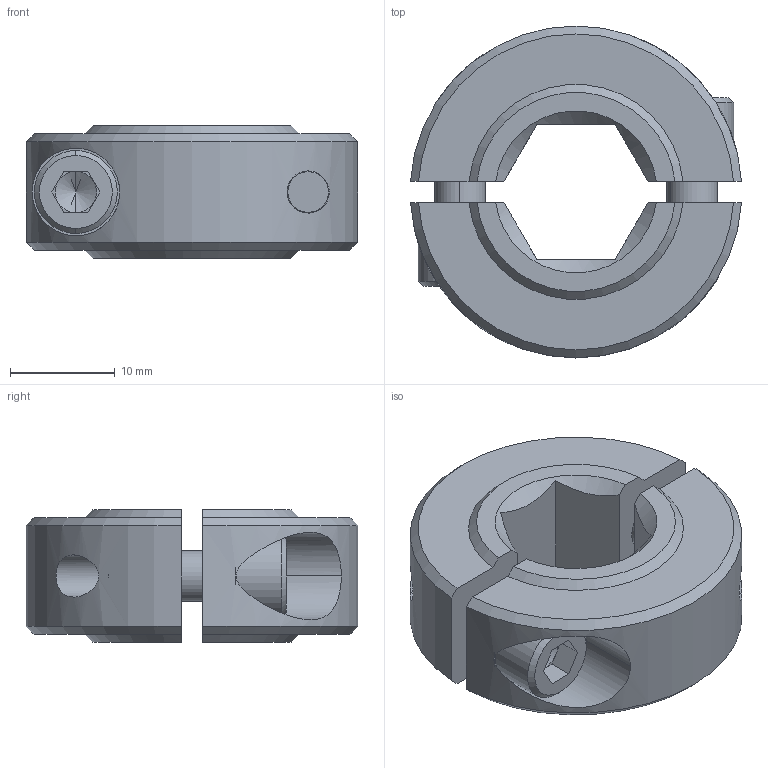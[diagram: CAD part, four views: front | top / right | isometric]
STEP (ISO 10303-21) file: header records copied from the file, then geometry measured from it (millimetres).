
FILE_DESCRIPTION (( 'STEP AP203' ), '1' );
FILE_NAME ('am-1634 500Hex Collar Clamp (2 Part) Assembly.STEP', '2022-06-07T13:07:28', ( '' ), ( '' ), 'SwSTEP 2.0', 'SolidWorks 2021', '' );
FILE_SCHEMA (( 'CONFIG_CONTROL_DESIGN' ));
Length unit declared in the file: inch
Products named in the file (3): 10-32x0500_shcs_HX-SHCS 0.19-32x1.375x1-C; 500Hex Collar Clamp Body (2 Part); am-1634 500Hex Collar Clamp (2 Part) Assembly
Assembly tree (4 placements, depth 2):
  am-1634 500Hex Collar Clamp (2 Part) Assembly
    500Hex Collar Clamp Body (2 Part)  x2
    10-32x0500_shcs_HX-SHCS 0.19-32x1.375x1-C  x2
Bounding box: 31.68 x 31.75 x 12.7 mm (x, y, z)
Volume: 6694.1 mm3; surface area: 4465.2 mm2
Topology: 4 solids, 4 shells, 100 faces, 236 edges, 146 vertices
Faces by surface type: plane 50, cone 24, cylinder 22, torus 4
Entity records: 1999 total; most frequent: CARTESIAN_POINT 490, DIRECTION 248, ORIENTED_EDGE 232, EDGE_CURVE 116, AXIS2_PLACEMENT_3D 97, VERTEX_POINT 73, EDGE_LOOP 57, LINE 54
